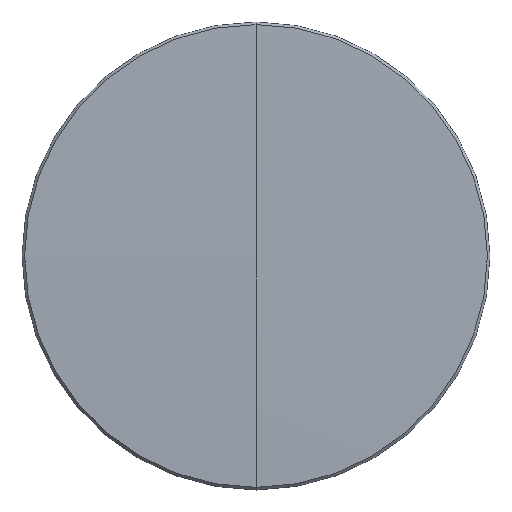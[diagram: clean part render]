
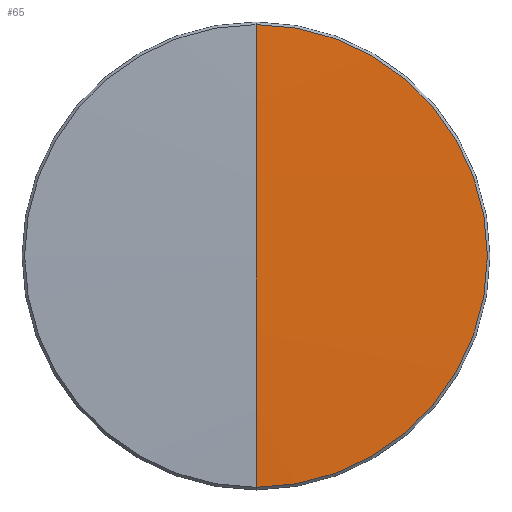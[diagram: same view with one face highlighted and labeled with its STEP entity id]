
A CAD part, top view. The second image highlights one B-rep face of the part: STEP entity #65.
In plain terms, the highlighted spherical face has radius 386.31 mm.
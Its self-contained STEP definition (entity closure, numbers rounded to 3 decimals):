
#60 = VERTEX_POINT ( 'NONE', #242 ) ;
#61 = EDGE_CURVE ( 'NONE', #60, #86, #183, .T. ) ;
#62 = ORIENTED_EDGE ( 'NONE', *, *, #64, .T. ) ;
#63 = ORIENTED_EDGE ( 'NONE', *, *, #61, .F. ) ;
#64 = EDGE_CURVE ( 'NONE', #60, #84, #218, .T. ) ;
#65 = ADVANCED_FACE ( 'NONE', ( #216 ), #228, .T. ) ;
#71 = EDGE_LOOP ( 'NONE', ( #63, #62, #137 ) ) ;
#84 = VERTEX_POINT ( 'NONE', #197 ) ;
#86 = VERTEX_POINT ( 'NONE', #181 ) ;
#98 = EDGE_CURVE ( 'NONE', #86, #84, #252, .T. ) ;
#137 = ORIENTED_EDGE ( 'NONE', *, *, #98, .F. ) ;
#158 = DIRECTION ( 'NONE',  ( 0., 1., 0. ) ) ;
#162 = DIRECTION ( 'NONE',  ( 1., 0., 0. ) ) ;
#163 = CARTESIAN_POINT ( 'NONE',  ( -79.457, 22.964, -358.883 ) ) ;
#181 = CARTESIAN_POINT ( 'NONE',  ( -79.457, 35.523, 27.223 ) ) ;
#183 = CIRCLE ( 'NONE', #229, 386.31 ) ;
#197 = CARTESIAN_POINT ( 'NONE',  ( -79.457, 10.405, 27.223 ) ) ;
#213 = DIRECTION ( 'NONE',  ( 0., 1., 0. ) ) ;
#214 = DIRECTION ( 'NONE',  ( 1., 0., 0. ) ) ;
#215 = AXIS2_PLACEMENT_3D ( 'NONE', #163, #162, #158 ) ;
#216 = FACE_OUTER_BOUND ( 'NONE', #71, .T. ) ;
#218 = CIRCLE ( 'NONE', #223, 386.31 ) ;
#219 = DIRECTION ( 'NONE',  ( 0., 0., 1. ) ) ;
#220 = DIRECTION ( 'NONE',  ( -1., 0., 0. ) ) ;
#221 = CARTESIAN_POINT ( 'NONE',  ( -79.457, 22.964, -358.883 ) ) ;
#222 = CARTESIAN_POINT ( 'NONE',  ( -79.457, 22.964, -358.883 ) ) ;
#223 = AXIS2_PLACEMENT_3D ( 'NONE', #222, #214, #213 ) ;
#228 = SPHERICAL_SURFACE ( 'NONE', #215, 386.31 ) ;
#229 = AXIS2_PLACEMENT_3D ( 'NONE', #221, #220, #219 ) ;
#242 = CARTESIAN_POINT ( 'NONE',  ( -79.457, 22.964, 27.427 ) ) ;
#250 = AXIS2_PLACEMENT_3D ( 'NONE', #368, #367, #366 ) ;
#252 = CIRCLE ( 'NONE', #250, 12.559 ) ;
#366 = DIRECTION ( 'NONE',  ( 0., 1., 0. ) ) ;
#367 = DIRECTION ( 'NONE',  ( 0., 0., -1. ) ) ;
#368 = CARTESIAN_POINT ( 'NONE',  ( -79.457, 22.964, 27.223 ) ) ;
